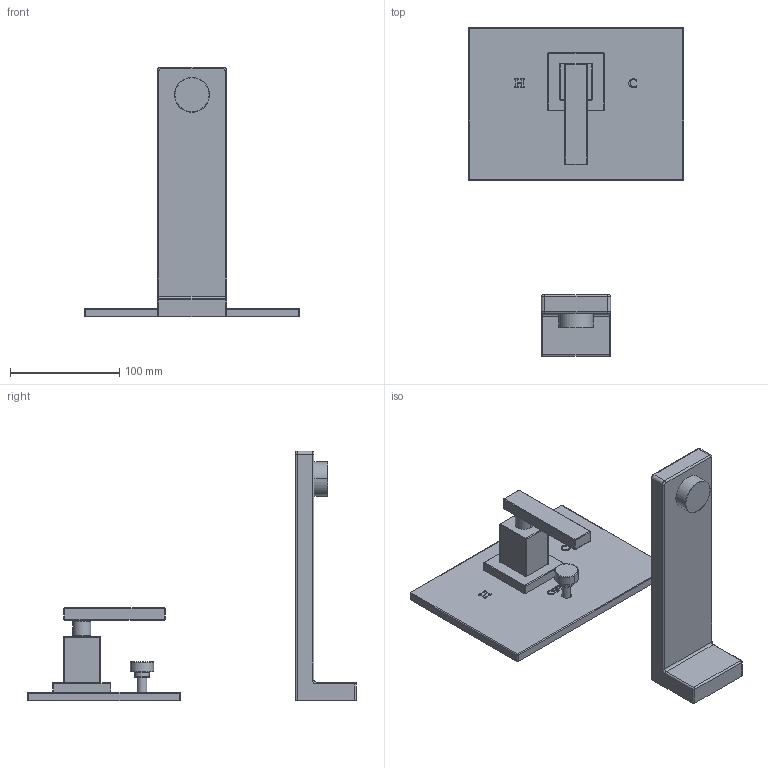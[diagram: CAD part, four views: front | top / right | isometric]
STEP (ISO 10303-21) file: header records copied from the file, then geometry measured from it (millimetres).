
FILE_DESCRIPTION((''),'2;1');
FILE_NAME('4-2562BP','2021-06-04T15:30:22',('jinson.thomas'),(''),'CREO PARAMETRIC BY PTC INC, 2018400','CREO PARAMETRIC BY PTC INC, 2018400','');
FILE_SCHEMA(('CONFIG_CONTROL_DESIGN'));
Length unit declared in the file: inch
Products named in the file (1): 4-2562BP
Bounding box: 196.85 x 300.99 x 228.6 mm (x, y, z)
Volume: 611421.6 mm3; surface area: 121245.3 mm2
Topology: 2 solids, 2 shells, 360 faces, 932 edges, 590 vertices
Faces by surface type: extrusion 178, plane 76, cylinder 64, sphere 22, torus 14, bspline 6
Entity records: 12112 total; most frequent: CARTESIAN_POINT 3916, ORIENTED_EDGE 1864, DIRECTION 1262, EDGE_CURVE 932, VECTOR 590, VERTEX_POINT 590, B_SPLINE_CURVE_WITH_KNOTS 538, LINE 412
